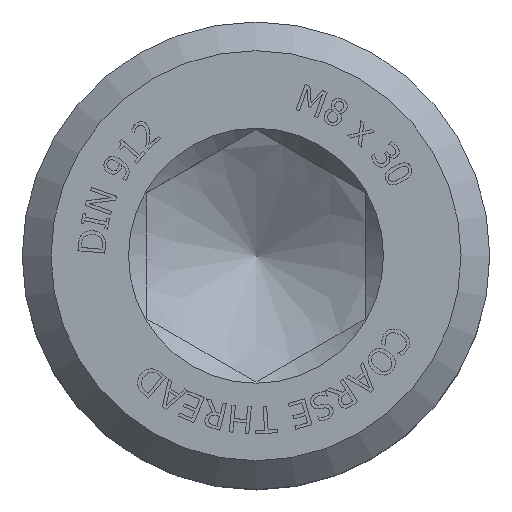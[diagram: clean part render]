
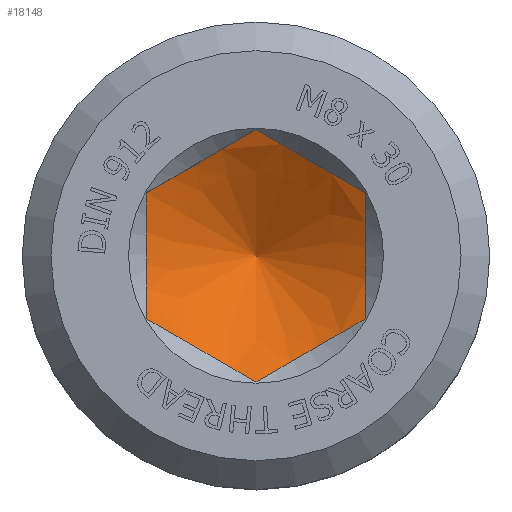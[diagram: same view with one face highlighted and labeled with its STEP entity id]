
A CAD part, top view. The second image highlights one B-rep face of the part: STEP entity #18148.
In plain terms, the highlighted conical face has half-angle 60 degrees and reference radius 2.6 mm.
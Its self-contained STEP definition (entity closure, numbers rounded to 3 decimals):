
#17796=CARTESIAN_POINT('',(0.,3.51,-4.0));
#17797=VERTEX_POINT('',#17796);
#17804=CARTESIAN_POINT('',(3.04,1.755,-4.0));
#17805=VERTEX_POINT('',#17804);
#17806=CARTESIAN_POINT('',(3.04,1.755,-4.0));
#17807=CARTESIAN_POINT('',(1.52,2.633,-4.507));
#17808=CARTESIAN_POINT('',(0.,3.51,-4.0));
#17816=(BOUNDED_CURVE()B_SPLINE_CURVE(2,(#17806,#17807,#17808),.UNSPECIFIED.,.F.,.U.)B_SPLINE_CURVE_WITH_KNOTS((3,3),(0.21,0.67),.UNSPECIFIED.)CURVE()GEOMETRIC_REPRESENTATION_ITEM()RATIONAL_B_SPLINE_CURVE((1.258,1.453,1.258))REPRESENTATION_ITEM(''));
#17817=EDGE_CURVE('',#17805,#17797,#17816,.T.);
#17834=CARTESIAN_POINT('',(-3.04,1.755,-4.0));
#17835=VERTEX_POINT('',#17834);
#17842=CARTESIAN_POINT('',(0.,3.51,-4.0));
#17843=CARTESIAN_POINT('',(-1.52,2.633,-4.507));
#17844=CARTESIAN_POINT('',(-3.04,1.755,-4.0));
#17852=(BOUNDED_CURVE()B_SPLINE_CURVE(2,(#17842,#17843,#17844),.UNSPECIFIED.,.F.,.U.)B_SPLINE_CURVE_WITH_KNOTS((3,3),(0.21,0.67),.UNSPECIFIED.)CURVE()GEOMETRIC_REPRESENTATION_ITEM()RATIONAL_B_SPLINE_CURVE((1.258,1.453,1.258))REPRESENTATION_ITEM(''));
#17853=EDGE_CURVE('',#17797,#17835,#17852,.T.);
#17865=CARTESIAN_POINT('',(-3.04,-1.755,-4.0));
#17866=VERTEX_POINT('',#17865);
#17873=CARTESIAN_POINT('',(-3.04,1.755,-4.0));
#17874=CARTESIAN_POINT('',(-3.04,0.,-4.507));
#17875=CARTESIAN_POINT('',(-3.04,-1.755,-4.0));
#17883=(BOUNDED_CURVE()B_SPLINE_CURVE(2,(#17873,#17874,#17875),.UNSPECIFIED.,.F.,.U.)B_SPLINE_CURVE_WITH_KNOTS((3,3),(0.21,0.67),.UNSPECIFIED.)CURVE()GEOMETRIC_REPRESENTATION_ITEM()RATIONAL_B_SPLINE_CURVE((1.258,1.453,1.258))REPRESENTATION_ITEM(''));
#17884=EDGE_CURVE('',#17835,#17866,#17883,.T.);
#17896=CARTESIAN_POINT('',(0.,-3.51,-4.0));
#17897=VERTEX_POINT('',#17896);
#17904=CARTESIAN_POINT('',(-3.04,-1.755,-4.0));
#17905=CARTESIAN_POINT('',(-1.52,-2.633,-4.507));
#17906=CARTESIAN_POINT('',(0.,-3.51,-4.0));
#17914=(BOUNDED_CURVE()B_SPLINE_CURVE(2,(#17904,#17905,#17906),.UNSPECIFIED.,.F.,.U.)B_SPLINE_CURVE_WITH_KNOTS((3,3),(0.21,0.67),.UNSPECIFIED.)CURVE()GEOMETRIC_REPRESENTATION_ITEM()RATIONAL_B_SPLINE_CURVE((1.258,1.453,1.258))REPRESENTATION_ITEM(''));
#17915=EDGE_CURVE('',#17866,#17897,#17914,.T.);
#17927=CARTESIAN_POINT('',(3.04,-1.755,-4.));
#17928=VERTEX_POINT('',#17927);
#17935=CARTESIAN_POINT('',(0.,-3.51,-4.0));
#17936=CARTESIAN_POINT('',(1.52,-2.633,-4.507));
#17937=CARTESIAN_POINT('',(3.04,-1.755,-4.));
#17945=(BOUNDED_CURVE()B_SPLINE_CURVE(2,(#17935,#17936,#17937),.UNSPECIFIED.,.F.,.U.)B_SPLINE_CURVE_WITH_KNOTS((3,3),(0.21,0.67),.UNSPECIFIED.)CURVE()GEOMETRIC_REPRESENTATION_ITEM()RATIONAL_B_SPLINE_CURVE((1.258,1.453,1.258))REPRESENTATION_ITEM(''));
#17946=EDGE_CURVE('',#17897,#17928,#17945,.T.);
#17959=CARTESIAN_POINT('',(3.04,-1.755,-4.));
#17960=CARTESIAN_POINT('',(3.04,0.,-4.507));
#17961=CARTESIAN_POINT('',(3.04,1.755,-4.0));
#17969=(BOUNDED_CURVE()B_SPLINE_CURVE(2,(#17959,#17960,#17961),.UNSPECIFIED.,.F.,.U.)B_SPLINE_CURVE_WITH_KNOTS((3,3),(0.21,0.67),.UNSPECIFIED.)CURVE()GEOMETRIC_REPRESENTATION_ITEM()RATIONAL_B_SPLINE_CURVE((1.258,1.453,1.258))REPRESENTATION_ITEM(''));
#17970=EDGE_CURVE('',#17928,#17805,#17969,.T.);
#18135=CARTESIAN_POINT('',(0.0,0.,-4.526));
#18136=DIRECTION('',(0.0,0.,1.0));
#18137=DIRECTION('',(0.0,1.0,0.0));
#18138=AXIS2_PLACEMENT_3D('',#18135,#18136,#18137);
#18139=CONICAL_SURFACE('',#18138,2.6,60.);
#18140=ORIENTED_EDGE('',*,*,#17884,.T.);
#18141=ORIENTED_EDGE('',*,*,#17915,.T.);
#18142=ORIENTED_EDGE('',*,*,#17946,.T.);
#18143=ORIENTED_EDGE('',*,*,#17970,.T.);
#18144=ORIENTED_EDGE('',*,*,#17817,.T.);
#18145=ORIENTED_EDGE('',*,*,#17853,.T.);
#18146=EDGE_LOOP('',(#18140,#18141,#18142,#18143,#18144,#18145));
#18147=FACE_OUTER_BOUND('',#18146,.T.);
#18148=ADVANCED_FACE('',(#18147),#18139,.F.);
